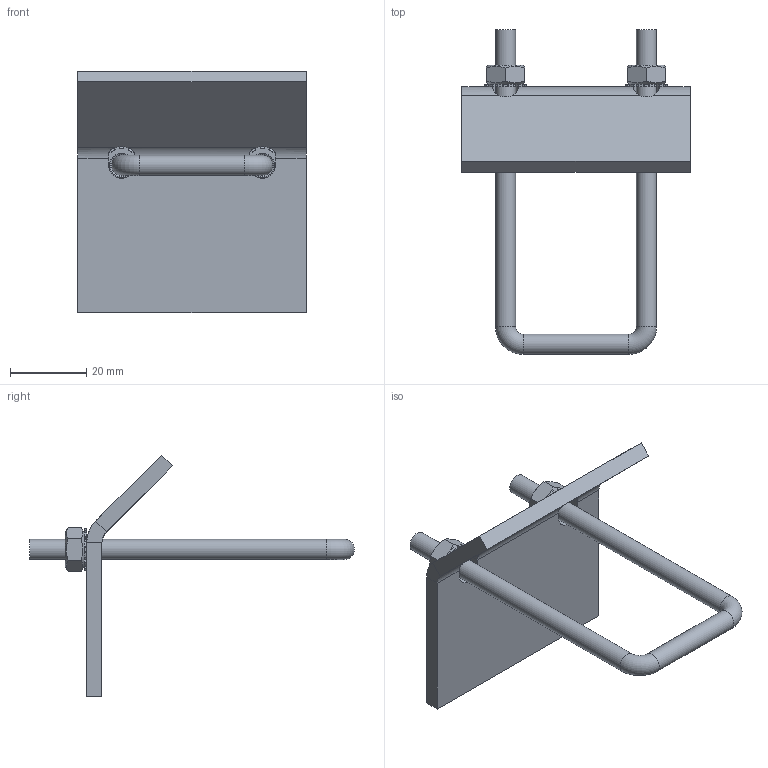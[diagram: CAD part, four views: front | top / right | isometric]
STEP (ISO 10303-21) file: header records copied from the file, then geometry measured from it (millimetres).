
FILE_DESCRIPTION((''),'2;1');
FILE_NAME('130282.stp','2012-08-29T14:41:10',('DMK009'),(''),'Autodesk Inventor 2012','Autodesk Inventor 2012','');
FILE_SCHEMA(('AUTOMOTIVE_DESIGN { 1 0 10303 214 1 1 1 1 }'));
Length unit declared in the file: millimetre
Products named in the file (1): TrKralle M6 KlSt0-16 27(18-28(30 A2_130282
Bounding box: 60 x 85.27 x 63.46 mm (x, y, z)
Volume: 21291.5 mm3; surface area: 13204.3 mm2
Topology: 1 solids, 1 shells, 271 faces, 719 edges, 450 vertices
Faces by surface type: plane 144, cylinder 113, cone 8, bspline 4, torus 2
Full cylindrical faces by diameter (mm): 5.3 x5, 6.4 x2
Entity records: 8631 total; most frequent: CARTESIAN_POINT 1568, DIRECTION 1536, ORIENTED_EDGE 1392, EDGE_CURVE 696, AXIS2_PLACEMENT_3D 604, VERTEX_POINT 444, CIRCLE 336, VECTOR 328
